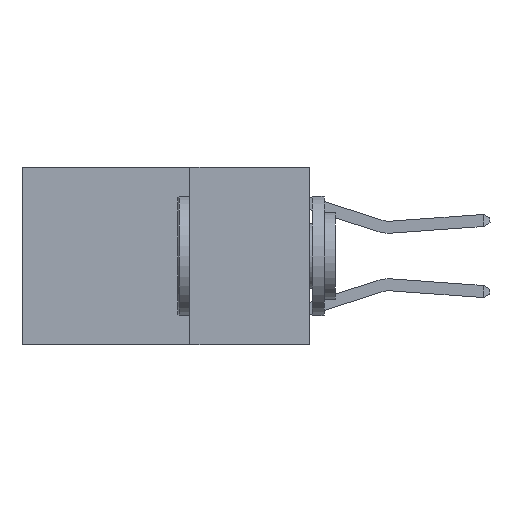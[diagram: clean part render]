
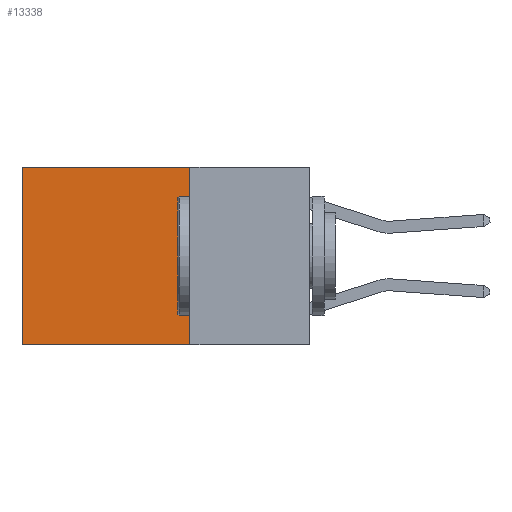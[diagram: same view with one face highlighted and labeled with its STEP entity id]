
A CAD part, left-side view. The second image highlights one B-rep face of the part: STEP entity #13338.
In plain terms, the highlighted planar face has unit normal (-1, 0, 0).
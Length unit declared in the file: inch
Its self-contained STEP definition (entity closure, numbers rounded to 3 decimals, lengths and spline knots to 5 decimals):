
#123 = ORIENTED_EDGE ( 'NONE', *, *, #9693, .F. ) ;
#464 = EDGE_CURVE ( 'NONE', #991, #9367, #20811, .T. ) ;
#991 = VERTEX_POINT ( 'NONE', #16965 ) ;
#1454 = PLANE ( 'NONE',  #14323 ) ;
#1566 = FACE_OUTER_BOUND ( 'NONE', #18830, .T. ) ;
#2350 = VECTOR ( 'NONE', #8200, 39.37008 ) ;
#3246 = DIRECTION ( 'NONE',  ( 0., 0., -1. ) ) ;
#3693 = VECTOR ( 'NONE', #9576, 39.37008 ) ;
#4203 = EDGE_CURVE ( 'NONE', #4387, #17871, #19304, .T. ) ;
#4387 = VERTEX_POINT ( 'NONE', #19926 ) ;
#6960 = CARTESIAN_POINT ( 'NONE',  ( 0.2625, 0.25, -0.37 ) ) ;
#7454 = ORIENTED_EDGE ( 'NONE', *, *, #4203, .T. ) ;
#8200 = DIRECTION ( 'NONE',  ( 0., 0., -1. ) ) ;
#8303 = CARTESIAN_POINT ( 'NONE',  ( 0.2625, 0.25, 0. ) ) ;
#8736 = LINE ( 'NONE', #15802, #17435 ) ;
#9188 = DIRECTION ( 'NONE',  ( 0., 0., -1. ) ) ;
#9367 = VERTEX_POINT ( 'NONE', #6960 ) ;
#9576 = DIRECTION ( 'NONE',  ( 0., 1., 0. ) ) ;
#9693 = EDGE_CURVE ( 'NONE', #9367, #17871, #17003, .T. ) ;
#10044 = CARTESIAN_POINT ( 'NONE',  ( 0.2625, 0.25, 0. ) ) ;
#11042 = CARTESIAN_POINT ( 'NONE',  ( 0.2625, 0.6, -0.37 ) ) ;
#12984 = ORIENTED_EDGE ( 'NONE', *, *, #20711, .T. ) ;
#13338 = ADVANCED_FACE ( 'NONE', ( #1566 ), #1454, .F. ) ;
#13660 = DIRECTION ( 'NONE',  ( 1., 0., 0. ) ) ;
#14323 = AXIS2_PLACEMENT_3D ( 'NONE', #10044, #13660, #3246 ) ;
#14846 = CARTESIAN_POINT ( 'NONE',  ( 0.2625, 0.25, -0.37 ) ) ;
#15802 = CARTESIAN_POINT ( 'NONE',  ( 0.2625, 0.25, 0. ) ) ;
#16965 = CARTESIAN_POINT ( 'NONE',  ( 0.2625, 0.25, 0. ) ) ;
#17003 = LINE ( 'NONE', #14846, #3693 ) ;
#17435 = VECTOR ( 'NONE', #17534, 39.37008 ) ;
#17534 = DIRECTION ( 'NONE',  ( 0., 1., 0. ) ) ;
#17871 = VERTEX_POINT ( 'NONE', #11042 ) ;
#18240 = VECTOR ( 'NONE', #9188, 39.37008 ) ;
#18830 = EDGE_LOOP ( 'NONE', ( #7454, #123, #22057, #12984 ) ) ;
#19304 = LINE ( 'NONE', #19552, #18240 ) ;
#19552 = CARTESIAN_POINT ( 'NONE',  ( 0.2625, 0.6, 0. ) ) ;
#19926 = CARTESIAN_POINT ( 'NONE',  ( 0.2625, 0.6, 0. ) ) ;
#20711 = EDGE_CURVE ( 'NONE', #991, #4387, #8736, .T. ) ;
#20811 = LINE ( 'NONE', #8303, #2350 ) ;
#22057 = ORIENTED_EDGE ( 'NONE', *, *, #464, .F. ) ;
